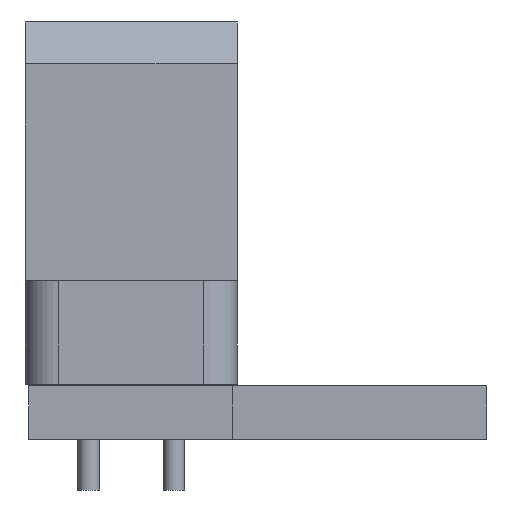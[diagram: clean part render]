
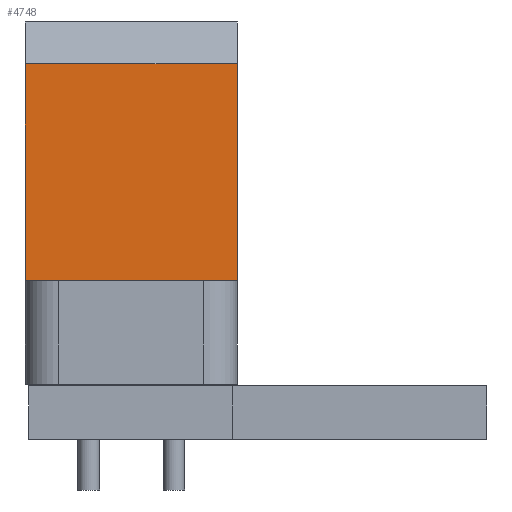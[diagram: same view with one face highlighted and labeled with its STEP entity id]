
A CAD part, left-side view. The second image highlights one B-rep face of the part: STEP entity #4748.
In plain terms, the highlighted planar face has unit normal (-1, 0, 0).
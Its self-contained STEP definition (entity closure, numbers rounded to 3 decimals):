
#80 = PLANE('',#81);
#81 = AXIS2_PLACEMENT_3D('',#82,#83,#84);
#82 = CARTESIAN_POINT('',(-11.35,3.1,-3.175));
#83 = DIRECTION('',(0.,0.,1.));
#84 = DIRECTION('',(1.,0.,-0.));
#238 = PLANE('',#239);
#239 = AXIS2_PLACEMENT_3D('',#240,#241,#242);
#240 = CARTESIAN_POINT('',(-11.35,3.1,3.175));
#241 = DIRECTION('',(0.,0.,-1.));
#242 = DIRECTION('',(-1.,0.,0.));
#1578 = PLANE('',#1579);
#1579 = AXIS2_PLACEMENT_3D('',#1580,#1581,#1582);
#1580 = CARTESIAN_POINT('',(-11.35,3.1,-2.175));
#1581 = DIRECTION('',(0.,-1.,0.));
#1582 = DIRECTION('',(0.,0.,-1.));
#2133 = EDGE_CURVE('',#2134,#2136,#2138,.T.);
#2134 = VERTEX_POINT('',#2135);
#2135 = CARTESIAN_POINT('',(-5.9,3.1,3.175));
#2136 = VERTEX_POINT('',#2137);
#2137 = CARTESIAN_POINT('',(-5.9,3.1,-3.175));
#2138 = SURFACE_CURVE('',#2139,(#2143,#2150),.PCURVE_S1.);
#2139 = LINE('',#2140,#2141);
#2140 = CARTESIAN_POINT('',(-5.9,3.1,3.175));
#2141 = VECTOR('',#2142,1.);
#2142 = DIRECTION('',(0.,0.,-1.));
#2143 = PCURVE('',#1578,#2144);
#2144 = DEFINITIONAL_REPRESENTATION('',(#2145),#2149);
#2145 = LINE('',#2146,#2147);
#2146 = CARTESIAN_POINT('',(-5.35,5.45));
#2147 = VECTOR('',#2148,1.);
#2148 = DIRECTION('',(1.,0.));
#2149 = ( GEOMETRIC_REPRESENTATION_CONTEXT(2) 
PARAMETRIC_REPRESENTATION_CONTEXT() REPRESENTATION_CONTEXT('2D SPACE',''
  ) );
#2150 = PCURVE('',#2151,#2156);
#2151 = PLANE('',#2152);
#2152 = AXIS2_PLACEMENT_3D('',#2153,#2154,#2155);
#2153 = CARTESIAN_POINT('',(-5.9,10.85,-3.175));
#2154 = DIRECTION('',(1.,0.,0.));
#2155 = DIRECTION('',(0.,0.,-1.));
#2156 = DEFINITIONAL_REPRESENTATION('',(#2157),#2161);
#2157 = LINE('',#2158,#2159);
#2158 = CARTESIAN_POINT('',(-6.35,-7.75));
#2159 = VECTOR('',#2160,1.);
#2160 = DIRECTION('',(1.,0.));
#2161 = ( GEOMETRIC_REPRESENTATION_CONTEXT(2) 
PARAMETRIC_REPRESENTATION_CONTEXT() REPRESENTATION_CONTEXT('2D SPACE',''
  ) );
#4464 = PLANE('',#4465);
#4465 = AXIS2_PLACEMENT_3D('',#4466,#4467,#4468);
#4466 = CARTESIAN_POINT('',(-4.65,10.85,3.175));
#4467 = DIRECTION('',(-0.707,0.707,0.));
#4468 = DIRECTION('',(-0.707,-0.707,0.));
#4568 = EDGE_CURVE('',#2136,#4569,#4571,.T.);
#4569 = VERTEX_POINT('',#4570);
#4570 = CARTESIAN_POINT('',(-5.9,9.6,-3.175));
#4571 = SURFACE_CURVE('',#4572,(#4576,#4583),.PCURVE_S1.);
#4572 = LINE('',#4573,#4574);
#4573 = CARTESIAN_POINT('',(-5.9,3.1,-3.175));
#4574 = VECTOR('',#4575,1.);
#4575 = DIRECTION('',(0.,1.,0.));
#4576 = PCURVE('',#80,#4577);
#4577 = DEFINITIONAL_REPRESENTATION('',(#4578),#4582);
#4578 = LINE('',#4579,#4580);
#4579 = CARTESIAN_POINT('',(5.45,0.));
#4580 = VECTOR('',#4581,1.);
#4581 = DIRECTION('',(0.,1.));
#4582 = ( GEOMETRIC_REPRESENTATION_CONTEXT(2) 
PARAMETRIC_REPRESENTATION_CONTEXT() REPRESENTATION_CONTEXT('2D SPACE',''
  ) );
#4583 = PCURVE('',#2151,#4584);
#4584 = DEFINITIONAL_REPRESENTATION('',(#4585),#4589);
#4585 = LINE('',#4586,#4587);
#4586 = CARTESIAN_POINT('',(0.,-7.75));
#4587 = VECTOR('',#4588,1.);
#4588 = DIRECTION('',(0.,1.));
#4589 = ( GEOMETRIC_REPRESENTATION_CONTEXT(2) 
PARAMETRIC_REPRESENTATION_CONTEXT() REPRESENTATION_CONTEXT('2D SPACE',''
  ) );
#4748 = ADVANCED_FACE('',(#4749),#2151,.F.);
#4749 = FACE_BOUND('',#4750,.F.);
#4750 = EDGE_LOOP('',(#4751,#4774,#4775,#4776));
#4751 = ORIENTED_EDGE('',*,*,#4752,.T.);
#4752 = EDGE_CURVE('',#4753,#2134,#4755,.T.);
#4753 = VERTEX_POINT('',#4754);
#4754 = CARTESIAN_POINT('',(-5.9,9.6,3.175));
#4755 = SURFACE_CURVE('',#4756,(#4760,#4767),.PCURVE_S1.);
#4756 = LINE('',#4757,#4758);
#4757 = CARTESIAN_POINT('',(-5.9,9.6,3.175));
#4758 = VECTOR('',#4759,1.);
#4759 = DIRECTION('',(0.,-1.,0.));
#4760 = PCURVE('',#2151,#4761);
#4761 = DEFINITIONAL_REPRESENTATION('',(#4762),#4766);
#4762 = LINE('',#4763,#4764);
#4763 = CARTESIAN_POINT('',(-6.35,-1.25));
#4764 = VECTOR('',#4765,1.);
#4765 = DIRECTION('',(0.,-1.));
#4766 = ( GEOMETRIC_REPRESENTATION_CONTEXT(2) 
PARAMETRIC_REPRESENTATION_CONTEXT() REPRESENTATION_CONTEXT('2D SPACE',''
  ) );
#4767 = PCURVE('',#238,#4768);
#4768 = DEFINITIONAL_REPRESENTATION('',(#4769),#4773);
#4769 = LINE('',#4770,#4771);
#4770 = CARTESIAN_POINT('',(-5.45,6.5));
#4771 = VECTOR('',#4772,1.);
#4772 = DIRECTION('',(0.,-1.));
#4773 = ( GEOMETRIC_REPRESENTATION_CONTEXT(2) 
PARAMETRIC_REPRESENTATION_CONTEXT() REPRESENTATION_CONTEXT('2D SPACE',''
  ) );
#4774 = ORIENTED_EDGE('',*,*,#2133,.T.);
#4775 = ORIENTED_EDGE('',*,*,#4568,.T.);
#4776 = ORIENTED_EDGE('',*,*,#4777,.F.);
#4777 = EDGE_CURVE('',#4753,#4569,#4778,.T.);
#4778 = SURFACE_CURVE('',#4779,(#4783,#4790),.PCURVE_S1.);
#4779 = LINE('',#4780,#4781);
#4780 = CARTESIAN_POINT('',(-5.9,9.6,3.175));
#4781 = VECTOR('',#4782,1.);
#4782 = DIRECTION('',(0.,0.,-1.));
#4783 = PCURVE('',#2151,#4784);
#4784 = DEFINITIONAL_REPRESENTATION('',(#4785),#4789);
#4785 = LINE('',#4786,#4787);
#4786 = CARTESIAN_POINT('',(-6.35,-1.25));
#4787 = VECTOR('',#4788,1.);
#4788 = DIRECTION('',(1.,0.));
#4789 = ( GEOMETRIC_REPRESENTATION_CONTEXT(2) 
PARAMETRIC_REPRESENTATION_CONTEXT() REPRESENTATION_CONTEXT('2D SPACE',''
  ) );
#4790 = PCURVE('',#4464,#4791);
#4791 = DEFINITIONAL_REPRESENTATION('',(#4792),#4796);
#4792 = LINE('',#4793,#4794);
#4793 = CARTESIAN_POINT('',(1.768,0.));
#4794 = VECTOR('',#4795,1.);
#4795 = DIRECTION('',(-0.,-1.));
#4796 = ( GEOMETRIC_REPRESENTATION_CONTEXT(2) 
PARAMETRIC_REPRESENTATION_CONTEXT() REPRESENTATION_CONTEXT('2D SPACE',''
  ) );
